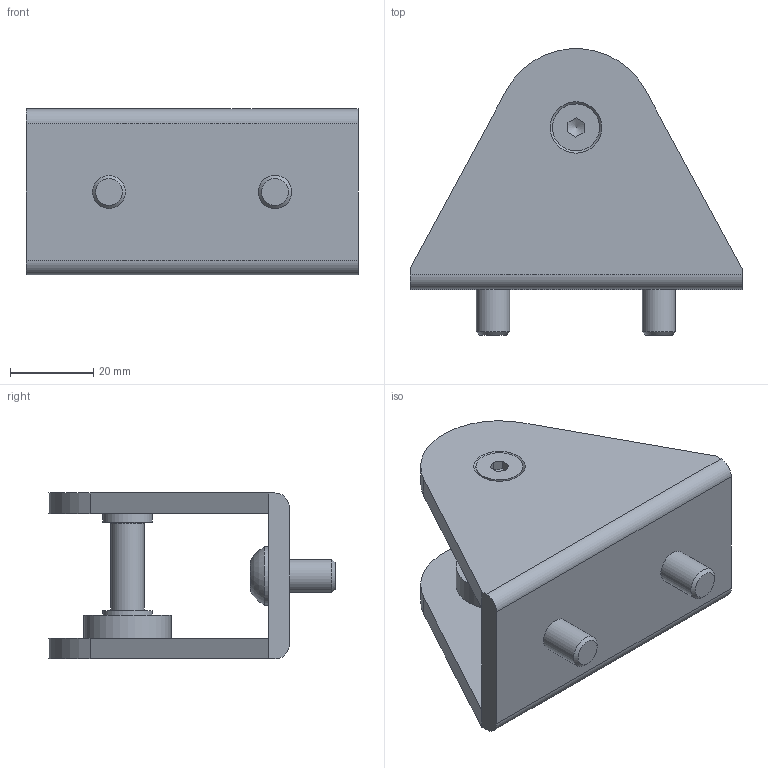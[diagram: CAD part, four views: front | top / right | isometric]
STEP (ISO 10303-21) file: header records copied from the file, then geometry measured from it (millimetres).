
FILE_DESCRIPTION((''),'2;1');
FILE_NAME('SZ2640N_A.stp','2013-08-30T08:41:43',('janine behrens'),(''),'Autodesk Inventor 2012','Autodesk Inventor 2012','');
FILE_SCHEMA(('AUTOMOTIVE_DESIGN { 1 0 10303 214 1 1 1 1 }'));
Length unit declared in the file: millimetre
Products named in the file (6): SZ2640N_A; ME2402640_A; ME2108300_A; ME2108197_B; DIN EN ISO 10642 M6  x  16; SS0616V_A
Assembly tree (7 placements, depth 2):
  SZ2640N_A
    ME2402640_A
    ME2108300_A
    ME2108197_B
    DIN EN ISO 10642 M6  x  16  x2
    SS0616V_A  x2
Bounding box: 80 x 68.94 x 40 mm (x, y, z)
Volume: 47776.3 mm3; surface area: 24038.8 mm2
Topology: 7 solids, 7 shells, 100 faces, 220 edges, 138 vertices
Faces by surface type: plane 52, cylinder 25, cone 18, sphere 4, torus 1
Full cylindrical faces by diameter (mm): 4.917 x2, 6 x2, 6.6 x2, 8 x8, 11.34 x2, 12 x2, 14 x2, 21 x1
Entity records: 1906 total; most frequent: DIRECTION 330, CARTESIAN_POINT 299, ORIENTED_EDGE 230, AXIS2_PLACEMENT_3D 138, EDGE_CURVE 115, EDGE_LOOP 114, VERTEX_POINT 89, FACE_OUTER_BOUND 70
